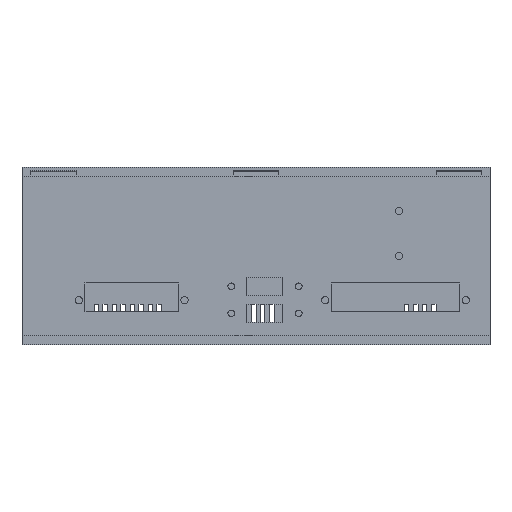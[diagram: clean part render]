
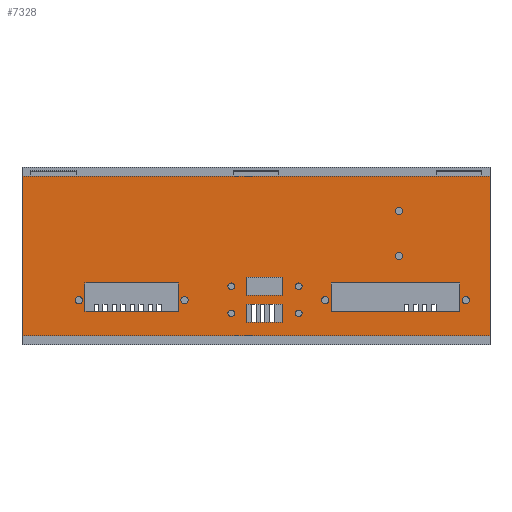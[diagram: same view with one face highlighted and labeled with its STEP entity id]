
A CAD part, front view. The second image highlights one B-rep face of the part: STEP entity #7328.
In plain terms, the highlighted planar face has unit normal (0, -1, 0).
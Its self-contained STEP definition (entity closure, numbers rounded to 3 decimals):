
#2865 = VERTEX_POINT('',#2866);
#2866 = CARTESIAN_POINT('',(208.,0.,75.));
#2892 = VERTEX_POINT('',#2893);
#2893 = CARTESIAN_POINT('',(0.,0.,75.));
#2899 = EDGE_CURVE('',#2865,#2892,#2900,.T.);
#2900 = LINE('',#2901,#2902);
#2901 = CARTESIAN_POINT('',(208.,0.,75.));
#2902 = VECTOR('',#2903,1.);
#2903 = DIRECTION('',(-1.,0.,0.));
#6048 = EDGE_CURVE('',#6049,#6049,#6051,.T.);
#6049 = VERTEX_POINT('',#6050);
#6050 = CARTESIAN_POINT('',(169.125,0.,59.5));
#6051 = CIRCLE('',#6052,1.625);
#6052 = AXIS2_PLACEMENT_3D('',#6053,#6054,#6055);
#6053 = CARTESIAN_POINT('',(167.5,0.,59.5));
#6054 = DIRECTION('',(0.,-1.,0.));
#6055 = DIRECTION('',(1.,0.,0.));
#6073 = EDGE_CURVE('',#6074,#6074,#6076,.T.);
#6074 = VERTEX_POINT('',#6075);
#6075 = CARTESIAN_POINT('',(169.125,0.,39.5));
#6076 = CIRCLE('',#6077,1.625);
#6077 = AXIS2_PLACEMENT_3D('',#6078,#6079,#6080);
#6078 = CARTESIAN_POINT('',(167.5,0.,39.5));
#6079 = DIRECTION('',(0.,-1.,0.));
#6080 = DIRECTION('',(1.,0.,0.));
#6098 = EDGE_CURVE('',#6099,#6099,#6101,.T.);
#6099 = VERTEX_POINT('',#6100);
#6100 = CARTESIAN_POINT('',(124.5,0.,26.));
#6101 = CIRCLE('',#6102,1.5);
#6102 = AXIS2_PLACEMENT_3D('',#6103,#6104,#6105);
#6103 = CARTESIAN_POINT('',(123.,0.,26.));
#6104 = DIRECTION('',(0.,-1.,0.));
#6105 = DIRECTION('',(1.,0.,0.));
#6123 = EDGE_CURVE('',#6124,#6124,#6126,.T.);
#6124 = VERTEX_POINT('',#6125);
#6125 = CARTESIAN_POINT('',(198.875,0.,19.86));
#6126 = CIRCLE('',#6127,1.625);
#6127 = AXIS2_PLACEMENT_3D('',#6128,#6129,#6130);
#6128 = CARTESIAN_POINT('',(197.25,0.,19.86));
#6129 = DIRECTION('',(0.,-1.,0.));
#6130 = DIRECTION('',(1.,0.,0.));
#6148 = EDGE_CURVE('',#6149,#6151,#6153,.T.);
#6149 = VERTEX_POINT('',#6150);
#6150 = CARTESIAN_POINT('',(194.5,0.,15.));
#6151 = VERTEX_POINT('',#6152);
#6152 = CARTESIAN_POINT('',(194.5,0.,27.5));
#6153 = LINE('',#6154,#6155);
#6154 = CARTESIAN_POINT('',(194.5,0.,7.5));
#6155 = VECTOR('',#6156,1.);
#6156 = DIRECTION('',(0.,0.,1.));
#6179 = EDGE_CURVE('',#6151,#6180,#6182,.T.);
#6180 = VERTEX_POINT('',#6181);
#6181 = CARTESIAN_POINT('',(137.5,0.,27.5));
#6182 = LINE('',#6183,#6184);
#6183 = CARTESIAN_POINT('',(201.25,0.,27.5));
#6184 = VECTOR('',#6185,1.);
#6185 = DIRECTION('',(-1.,0.,0.));
#6203 = EDGE_CURVE('',#6180,#6204,#6206,.T.);
#6204 = VERTEX_POINT('',#6205);
#6205 = CARTESIAN_POINT('',(137.5,0.,15.));
#6206 = LINE('',#6207,#6208);
#6207 = CARTESIAN_POINT('',(137.5,0.,13.75));
#6208 = VECTOR('',#6209,1.);
#6209 = DIRECTION('',(-0.,-0.,-1.));
#6227 = EDGE_CURVE('',#6204,#6149,#6228,.T.);
#6228 = LINE('',#6229,#6230);
#6229 = CARTESIAN_POINT('',(172.75,0.,15.));
#6230 = VECTOR('',#6231,1.);
#6231 = DIRECTION('',(1.,0.,0.));
#6244 = EDGE_CURVE('',#6245,#6245,#6247,.T.);
#6245 = VERTEX_POINT('',#6246);
#6246 = CARTESIAN_POINT('',(136.375,0.,19.86));
#6247 = CIRCLE('',#6248,1.625);
#6248 = AXIS2_PLACEMENT_3D('',#6249,#6250,#6251);
#6249 = CARTESIAN_POINT('',(134.75,0.,19.86));
#6250 = DIRECTION('',(0.,-1.,0.));
#6251 = DIRECTION('',(1.,0.,0.));
#6269 = EDGE_CURVE('',#6270,#6270,#6272,.T.);
#6270 = VERTEX_POINT('',#6271);
#6271 = CARTESIAN_POINT('',(124.5,0.,14.));
#6272 = CIRCLE('',#6273,1.5);
#6273 = AXIS2_PLACEMENT_3D('',#6274,#6275,#6276);
#6274 = CARTESIAN_POINT('',(123.,0.,14.));
#6275 = DIRECTION('',(0.,-1.,0.));
#6276 = DIRECTION('',(1.,0.,0.));
#6294 = EDGE_CURVE('',#6295,#6297,#6299,.T.);
#6295 = VERTEX_POINT('',#6296);
#6296 = CARTESIAN_POINT('',(116.,0.,22.));
#6297 = VERTEX_POINT('',#6298);
#6298 = CARTESIAN_POINT('',(116.,0.,30.));
#6299 = LINE('',#6300,#6301);
#6300 = CARTESIAN_POINT('',(116.,0.,11.));
#6301 = VECTOR('',#6302,1.);
#6302 = DIRECTION('',(0.,0.,1.));
#6325 = EDGE_CURVE('',#6297,#6326,#6328,.T.);
#6326 = VERTEX_POINT('',#6327);
#6327 = CARTESIAN_POINT('',(100.,0.,30.));
#6328 = LINE('',#6329,#6330);
#6329 = CARTESIAN_POINT('',(162.,0.,30.));
#6330 = VECTOR('',#6331,1.);
#6331 = DIRECTION('',(-1.,0.,0.));
#6349 = EDGE_CURVE('',#6326,#6350,#6352,.T.);
#6350 = VERTEX_POINT('',#6351);
#6351 = CARTESIAN_POINT('',(100.,0.,22.));
#6352 = LINE('',#6353,#6354);
#6353 = CARTESIAN_POINT('',(100.,0.,15.));
#6354 = VECTOR('',#6355,1.);
#6355 = DIRECTION('',(-0.,-0.,-1.));
#6373 = EDGE_CURVE('',#6350,#6295,#6374,.T.);
#6374 = LINE('',#6375,#6376);
#6375 = CARTESIAN_POINT('',(154.,0.,22.));
#6376 = VECTOR('',#6377,1.);
#6377 = DIRECTION('',(1.,0.,0.));
#6390 = EDGE_CURVE('',#6391,#6391,#6393,.T.);
#6391 = VERTEX_POINT('',#6392);
#6392 = CARTESIAN_POINT('',(94.5,0.,26.));
#6393 = CIRCLE('',#6394,1.5);
#6394 = AXIS2_PLACEMENT_3D('',#6395,#6396,#6397);
#6395 = CARTESIAN_POINT('',(93.,0.,26.));
#6396 = DIRECTION('',(0.,-1.,0.));
#6397 = DIRECTION('',(1.,0.,0.));
#6415 = EDGE_CURVE('',#6416,#6416,#6418,.T.);
#6416 = VERTEX_POINT('',#6417);
#6417 = CARTESIAN_POINT('',(73.875,0.,19.85));
#6418 = CIRCLE('',#6419,1.625);
#6419 = AXIS2_PLACEMENT_3D('',#6420,#6421,#6422);
#6420 = CARTESIAN_POINT('',(72.25,0.,19.85));
#6421 = DIRECTION('',(0.,-1.,0.));
#6422 = DIRECTION('',(1.,0.,0.));
#6440 = EDGE_CURVE('',#6441,#6443,#6445,.T.);
#6441 = VERTEX_POINT('',#6442);
#6442 = CARTESIAN_POINT('',(116.,0.,10.));
#6443 = VERTEX_POINT('',#6444);
#6444 = CARTESIAN_POINT('',(116.,0.,18.));
#6445 = LINE('',#6446,#6447);
#6446 = CARTESIAN_POINT('',(116.,0.,5.));
#6447 = VECTOR('',#6448,1.);
#6448 = DIRECTION('',(0.,0.,1.));
#6471 = EDGE_CURVE('',#6443,#6472,#6474,.T.);
#6472 = VERTEX_POINT('',#6473);
#6473 = CARTESIAN_POINT('',(100.,0.,18.));
#6474 = LINE('',#6475,#6476);
#6475 = CARTESIAN_POINT('',(162.,0.,18.));
#6476 = VECTOR('',#6477,1.);
#6477 = DIRECTION('',(-1.,0.,0.));
#6495 = EDGE_CURVE('',#6472,#6496,#6498,.T.);
#6496 = VERTEX_POINT('',#6497);
#6497 = CARTESIAN_POINT('',(100.,0.,10.));
#6498 = LINE('',#6499,#6500);
#6499 = CARTESIAN_POINT('',(100.,0.,9.));
#6500 = VECTOR('',#6501,1.);
#6501 = DIRECTION('',(-0.,-0.,-1.));
#6519 = EDGE_CURVE('',#6496,#6441,#6520,.T.);
#6520 = LINE('',#6521,#6522);
#6521 = CARTESIAN_POINT('',(154.,0.,10.));
#6522 = VECTOR('',#6523,1.);
#6523 = DIRECTION('',(1.,0.,0.));
#6536 = EDGE_CURVE('',#6537,#6537,#6539,.T.);
#6537 = VERTEX_POINT('',#6538);
#6538 = CARTESIAN_POINT('',(94.5,0.,14.));
#6539 = CIRCLE('',#6540,1.5);
#6540 = AXIS2_PLACEMENT_3D('',#6541,#6542,#6543);
#6541 = CARTESIAN_POINT('',(93.,0.,14.));
#6542 = DIRECTION('',(0.,-1.,0.));
#6543 = DIRECTION('',(1.,0.,0.));
#6561 = EDGE_CURVE('',#6562,#6564,#6566,.T.);
#6562 = VERTEX_POINT('',#6563);
#6563 = CARTESIAN_POINT('',(69.5,0.,27.5));
#6564 = VERTEX_POINT('',#6565);
#6565 = CARTESIAN_POINT('',(28.,0.,27.5));
#6566 = LINE('',#6567,#6568);
#6567 = CARTESIAN_POINT('',(138.75,0.,27.5));
#6568 = VECTOR('',#6569,1.);
#6569 = DIRECTION('',(-1.,0.,0.));
#6592 = EDGE_CURVE('',#6564,#6593,#6595,.T.);
#6593 = VERTEX_POINT('',#6594);
#6594 = CARTESIAN_POINT('',(28.,0.,15.));
#6595 = LINE('',#6596,#6597);
#6596 = CARTESIAN_POINT('',(28.,0.,13.75));
#6597 = VECTOR('',#6598,1.);
#6598 = DIRECTION('',(-0.,-0.,-1.));
#6616 = EDGE_CURVE('',#6593,#6617,#6619,.T.);
#6617 = VERTEX_POINT('',#6618);
#6618 = CARTESIAN_POINT('',(69.5,0.,15.));
#6619 = LINE('',#6620,#6621);
#6620 = CARTESIAN_POINT('',(118.,0.,15.));
#6621 = VECTOR('',#6622,1.);
#6622 = DIRECTION('',(1.,0.,0.));
#6640 = EDGE_CURVE('',#6562,#6617,#6641,.T.);
#6641 = LINE('',#6642,#6643);
#6642 = CARTESIAN_POINT('',(69.5,0.,13.75));
#6643 = VECTOR('',#6644,1.);
#6644 = DIRECTION('',(-0.,-0.,-1.));
#6657 = EDGE_CURVE('',#6658,#6658,#6660,.T.);
#6658 = VERTEX_POINT('',#6659);
#6659 = CARTESIAN_POINT('',(26.875,0.,19.85));
#6660 = CIRCLE('',#6661,1.625);
#6661 = AXIS2_PLACEMENT_3D('',#6662,#6663,#6664);
#6662 = CARTESIAN_POINT('',(25.25,0.,19.85));
#6663 = DIRECTION('',(0.,-1.,0.));
#6664 = DIRECTION('',(1.,0.,0.));
#7294 = VERTEX_POINT('',#7295);
#7295 = CARTESIAN_POINT('',(208.,0.,4.));
#7318 = EDGE_CURVE('',#7294,#2865,#7319,.T.);
#7319 = LINE('',#7320,#7321);
#7320 = CARTESIAN_POINT('',(208.,0.,0.));
#7321 = VECTOR('',#7322,1.);
#7322 = DIRECTION('',(0.,0.,1.));
#7328 = ADVANCED_FACE('',(#7329,#7347,#7350,#7353,#7356,#7359,#7365,
    #7368,#7371,#7377,#7380,#7383,#7389,#7392,#7398),#7401,.T.);
#7329 = FACE_BOUND('',#7330,.T.);
#7330 = EDGE_LOOP('',(#7331,#7339,#7340,#7341));
#7331 = ORIENTED_EDGE('',*,*,#7332,.T.);
#7332 = EDGE_CURVE('',#7333,#7294,#7335,.T.);
#7333 = VERTEX_POINT('',#7334);
#7334 = CARTESIAN_POINT('',(0.,0.,4.));
#7335 = LINE('',#7336,#7337);
#7336 = CARTESIAN_POINT('',(0.,0.,4.));
#7337 = VECTOR('',#7338,1.);
#7338 = DIRECTION('',(1.,0.,0.));
#7339 = ORIENTED_EDGE('',*,*,#7318,.T.);
#7340 = ORIENTED_EDGE('',*,*,#2899,.T.);
#7341 = ORIENTED_EDGE('',*,*,#7342,.F.);
#7342 = EDGE_CURVE('',#7333,#2892,#7343,.T.);
#7343 = LINE('',#7344,#7345);
#7344 = CARTESIAN_POINT('',(0.,0.,0.));
#7345 = VECTOR('',#7346,1.);
#7346 = DIRECTION('',(0.,0.,1.));
#7347 = FACE_BOUND('',#7348,.T.);
#7348 = EDGE_LOOP('',(#7349));
#7349 = ORIENTED_EDGE('',*,*,#6048,.F.);
#7350 = FACE_BOUND('',#7351,.T.);
#7351 = EDGE_LOOP('',(#7352));
#7352 = ORIENTED_EDGE('',*,*,#6073,.F.);
#7353 = FACE_BOUND('',#7354,.T.);
#7354 = EDGE_LOOP('',(#7355));
#7355 = ORIENTED_EDGE('',*,*,#6098,.F.);
#7356 = FACE_BOUND('',#7357,.T.);
#7357 = EDGE_LOOP('',(#7358));
#7358 = ORIENTED_EDGE('',*,*,#6123,.F.);
#7359 = FACE_BOUND('',#7360,.T.);
#7360 = EDGE_LOOP('',(#7361,#7362,#7363,#7364));
#7361 = ORIENTED_EDGE('',*,*,#6148,.F.);
#7362 = ORIENTED_EDGE('',*,*,#6227,.F.);
#7363 = ORIENTED_EDGE('',*,*,#6203,.F.);
#7364 = ORIENTED_EDGE('',*,*,#6179,.F.);
#7365 = FACE_BOUND('',#7366,.T.);
#7366 = EDGE_LOOP('',(#7367));
#7367 = ORIENTED_EDGE('',*,*,#6244,.F.);
#7368 = FACE_BOUND('',#7369,.T.);
#7369 = EDGE_LOOP('',(#7370));
#7370 = ORIENTED_EDGE('',*,*,#6269,.F.);
#7371 = FACE_BOUND('',#7372,.T.);
#7372 = EDGE_LOOP('',(#7373,#7374,#7375,#7376));
#7373 = ORIENTED_EDGE('',*,*,#6294,.F.);
#7374 = ORIENTED_EDGE('',*,*,#6373,.F.);
#7375 = ORIENTED_EDGE('',*,*,#6349,.F.);
#7376 = ORIENTED_EDGE('',*,*,#6325,.F.);
#7377 = FACE_BOUND('',#7378,.T.);
#7378 = EDGE_LOOP('',(#7379));
#7379 = ORIENTED_EDGE('',*,*,#6390,.F.);
#7380 = FACE_BOUND('',#7381,.T.);
#7381 = EDGE_LOOP('',(#7382));
#7382 = ORIENTED_EDGE('',*,*,#6415,.F.);
#7383 = FACE_BOUND('',#7384,.T.);
#7384 = EDGE_LOOP('',(#7385,#7386,#7387,#7388));
#7385 = ORIENTED_EDGE('',*,*,#6440,.F.);
#7386 = ORIENTED_EDGE('',*,*,#6519,.F.);
#7387 = ORIENTED_EDGE('',*,*,#6495,.F.);
#7388 = ORIENTED_EDGE('',*,*,#6471,.F.);
#7389 = FACE_BOUND('',#7390,.T.);
#7390 = EDGE_LOOP('',(#7391));
#7391 = ORIENTED_EDGE('',*,*,#6536,.F.);
#7392 = FACE_BOUND('',#7393,.T.);
#7393 = EDGE_LOOP('',(#7394,#7395,#7396,#7397));
#7394 = ORIENTED_EDGE('',*,*,#6561,.F.);
#7395 = ORIENTED_EDGE('',*,*,#6640,.T.);
#7396 = ORIENTED_EDGE('',*,*,#6616,.F.);
#7397 = ORIENTED_EDGE('',*,*,#6592,.F.);
#7398 = FACE_BOUND('',#7399,.T.);
#7399 = EDGE_LOOP('',(#7400));
#7400 = ORIENTED_EDGE('',*,*,#6657,.F.);
#7401 = PLANE('',#7402);
#7402 = AXIS2_PLACEMENT_3D('',#7403,#7404,#7405);
#7403 = CARTESIAN_POINT('',(208.,0.,0.));
#7404 = DIRECTION('',(0.,-1.,0.));
#7405 = DIRECTION('',(-1.,0.,0.));
